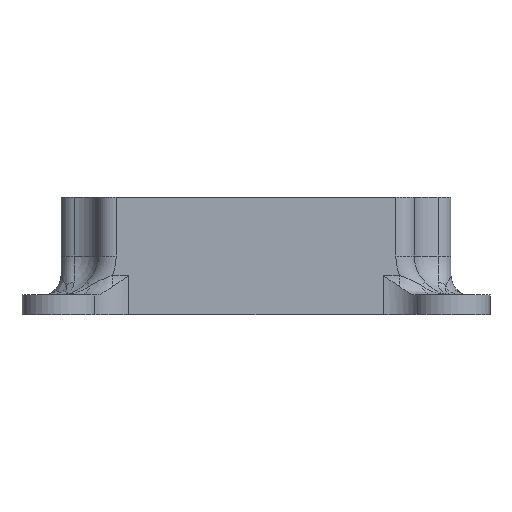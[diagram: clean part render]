
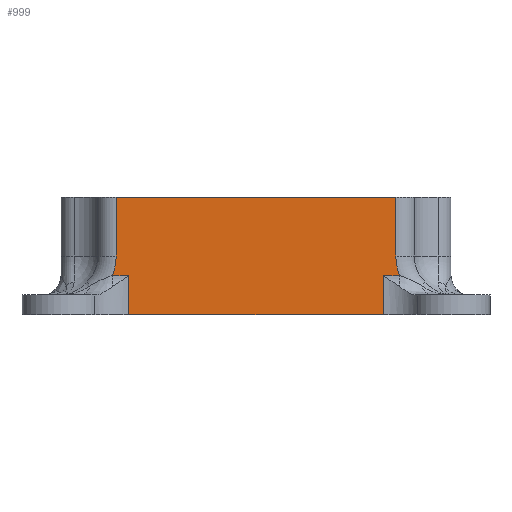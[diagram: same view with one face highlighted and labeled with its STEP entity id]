
A CAD part, front view. The second image highlights one B-rep face of the part: STEP entity #999.
In plain terms, the highlighted planar face has unit normal (0, -1, 0).
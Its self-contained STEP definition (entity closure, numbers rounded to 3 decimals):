
#44 = DIRECTION ( 'NONE',  ( 0., 0., 1. ) ) ;
#133 = CIRCLE ( 'NONE', #1109, 14.142 ) ;
#257 = EDGE_CURVE ( 'NONE', #1124, #3328, #4593, .T. ) ;
#326 = LINE ( 'NONE', #5054, #2337 ) ;
#335 = CARTESIAN_POINT ( 'NONE',  ( -32.679, -25., 10. ) ) ;
#420 = VECTOR ( 'NONE', #3887, 1000. ) ;
#439 = EDGE_CURVE ( 'NONE', #1124, #3001, #2559, .T. ) ;
#633 = VERTEX_POINT ( 'NONE', #1600 ) ;
#689 = VECTOR ( 'NONE', #716, 1000. ) ;
#716 = DIRECTION ( 'NONE',  ( 0., 0., -1. ) ) ;
#919 = CARTESIAN_POINT ( 'NONE',  ( 50., -25., 15. ) ) ;
#939 = EDGE_CURVE ( 'NONE', #633, #1093, #1588, .T. ) ;
#951 = CARTESIAN_POINT ( 'NONE',  ( 36.771, -25., 10. ) ) ;
#971 = EDGE_CURVE ( 'NONE', #2859, #3717, #1954, .T. ) ;
#999 = ADVANCED_FACE ( 'NONE', ( #5122 ), #1261, .T. ) ;
#1081 = ORIENTED_EDGE ( 'NONE', *, *, #4132, .T. ) ;
#1093 = VERTEX_POINT ( 'NONE', #2246 ) ;
#1109 = AXIS2_PLACEMENT_3D ( 'NONE', #919, #4600, #4305 ) ;
#1124 = VERTEX_POINT ( 'NONE', #3484 ) ;
#1166 = DIRECTION ( 'NONE',  ( 0., -1., 0. ) ) ;
#1261 = PLANE ( 'NONE',  #4012 ) ;
#1263 = EDGE_CURVE ( 'NONE', #3328, #3043, #2877, .T. ) ;
#1360 = EDGE_CURVE ( 'NONE', #1611, #3001, #326, .T. ) ;
#1428 = EDGE_LOOP ( 'NONE', ( #1905, #2890, #1081, #1554, #2020, #2790, #2802, #4350, #3071, #4125 ) ) ;
#1481 = DIRECTION ( 'NONE',  ( 0., 0., -1. ) ) ;
#1527 = CARTESIAN_POINT ( 'NONE',  ( -35.858, -25., 30. ) ) ;
#1531 = CARTESIAN_POINT ( 'NONE',  ( 0., -25., 30. ) ) ;
#1554 = ORIENTED_EDGE ( 'NONE', *, *, #4613, .T. ) ;
#1588 = CIRCLE ( 'NONE', #2926, 14.142 ) ;
#1600 = CARTESIAN_POINT ( 'NONE',  ( -35.858, -25., 15. ) ) ;
#1608 = CARTESIAN_POINT ( 'NONE',  ( -35.858, -25., 30. ) ) ;
#1611 = VERTEX_POINT ( 'NONE', #3637 ) ;
#1848 = DIRECTION ( 'NONE',  ( 0., 1., 0. ) ) ;
#1905 = ORIENTED_EDGE ( 'NONE', *, *, #257, .T. ) ;
#1954 = LINE ( 'NONE', #1531, #2434 ) ;
#2020 = ORIENTED_EDGE ( 'NONE', *, *, #971, .T. ) ;
#2101 = VECTOR ( 'NONE', #44, 1000. ) ;
#2133 = EDGE_CURVE ( 'NONE', #1093, #1611, #2390, .T. ) ;
#2162 = CARTESIAN_POINT ( 'NONE',  ( -50., -25., 15. ) ) ;
#2227 = CARTESIAN_POINT ( 'NONE',  ( 32.679, -25., 10. ) ) ;
#2242 = CARTESIAN_POINT ( 'NONE',  ( 32.679, -25., 30. ) ) ;
#2246 = CARTESIAN_POINT ( 'NONE',  ( -36.771, -25., 10. ) ) ;
#2308 = DIRECTION ( 'NONE',  ( 1., 0., 0. ) ) ;
#2337 = VECTOR ( 'NONE', #1481, 1000. ) ;
#2369 = CARTESIAN_POINT ( 'NONE',  ( 0., -25., 30. ) ) ;
#2390 = LINE ( 'NONE', #335, #3011 ) ;
#2397 = LINE ( 'NONE', #3601, #2101 ) ;
#2434 = VECTOR ( 'NONE', #2756, 1000. ) ;
#2559 = LINE ( 'NONE', #4926, #4321 ) ;
#2756 = DIRECTION ( 'NONE',  ( -1., 0., 0. ) ) ;
#2790 = ORIENTED_EDGE ( 'NONE', *, *, #3281, .T. ) ;
#2802 = ORIENTED_EDGE ( 'NONE', *, *, #939, .T. ) ;
#2859 = VERTEX_POINT ( 'NONE', #4322 ) ;
#2877 = LINE ( 'NONE', #3382, #4835 ) ;
#2890 = ORIENTED_EDGE ( 'NONE', *, *, #1263, .T. ) ;
#2926 = AXIS2_PLACEMENT_3D ( 'NONE', #2162, #1848, #2973 ) ;
#2973 = DIRECTION ( 'NONE',  ( 1., 0., 0. ) ) ;
#3001 = VERTEX_POINT ( 'NONE', #4843 ) ;
#3011 = VECTOR ( 'NONE', #2308, 1000. ) ;
#3043 = VERTEX_POINT ( 'NONE', #951 ) ;
#3071 = ORIENTED_EDGE ( 'NONE', *, *, #1360, .T. ) ;
#3087 = LINE ( 'NONE', #1527, #689 ) ;
#3246 = VERTEX_POINT ( 'NONE', #4289 ) ;
#3281 = EDGE_CURVE ( 'NONE', #3717, #633, #3087, .T. ) ;
#3328 = VERTEX_POINT ( 'NONE', #2227 ) ;
#3382 = CARTESIAN_POINT ( 'NONE',  ( 0., -25., 10. ) ) ;
#3484 = CARTESIAN_POINT ( 'NONE',  ( 32.679, -25., 0. ) ) ;
#3601 = CARTESIAN_POINT ( 'NONE',  ( 35.858, -25., 30. ) ) ;
#3637 = CARTESIAN_POINT ( 'NONE',  ( -32.679, -25., 10. ) ) ;
#3682 = DIRECTION ( 'NONE',  ( -1., 0., 0. ) ) ;
#3717 = VERTEX_POINT ( 'NONE', #1608 ) ;
#3887 = DIRECTION ( 'NONE',  ( 0., 0., 1. ) ) ;
#3902 = DIRECTION ( 'NONE',  ( 1., 0., 0. ) ) ;
#4012 = AXIS2_PLACEMENT_3D ( 'NONE', #2369, #1166, #3902 ) ;
#4125 = ORIENTED_EDGE ( 'NONE', *, *, #439, .F. ) ;
#4132 = EDGE_CURVE ( 'NONE', #3043, #3246, #133, .T. ) ;
#4289 = CARTESIAN_POINT ( 'NONE',  ( 35.858, -25., 15. ) ) ;
#4305 = DIRECTION ( 'NONE',  ( 1., 0., 0. ) ) ;
#4321 = VECTOR ( 'NONE', #3682, 1000. ) ;
#4322 = CARTESIAN_POINT ( 'NONE',  ( 35.858, -25., 30. ) ) ;
#4350 = ORIENTED_EDGE ( 'NONE', *, *, #2133, .T. ) ;
#4593 = LINE ( 'NONE', #2242, #420 ) ;
#4600 = DIRECTION ( 'NONE',  ( 0., 1., 0. ) ) ;
#4613 = EDGE_CURVE ( 'NONE', #3246, #2859, #2397, .T. ) ;
#4835 = VECTOR ( 'NONE', #4879, 1000. ) ;
#4843 = CARTESIAN_POINT ( 'NONE',  ( -32.679, -25., 0. ) ) ;
#4879 = DIRECTION ( 'NONE',  ( 1., 0., 0. ) ) ;
#4926 = CARTESIAN_POINT ( 'NONE',  ( 0., -25., 0. ) ) ;
#5054 = CARTESIAN_POINT ( 'NONE',  ( -32.679, -25., 30. ) ) ;
#5122 = FACE_OUTER_BOUND ( 'NONE', #1428, .T. ) ;
